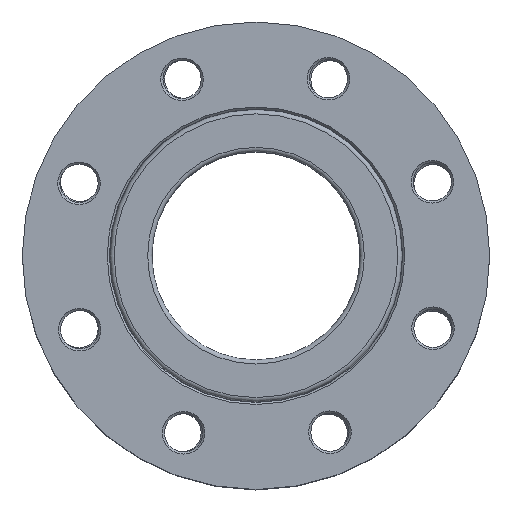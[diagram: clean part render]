
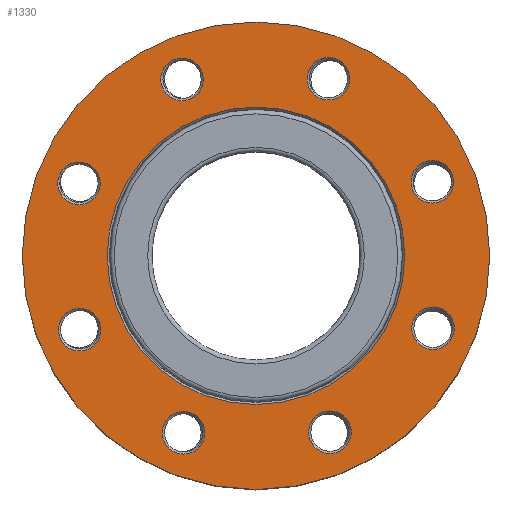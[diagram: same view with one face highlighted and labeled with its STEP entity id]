
A CAD part, top view. The second image highlights one B-rep face of the part: STEP entity #1330.
In plain terms, the highlighted face is planar.
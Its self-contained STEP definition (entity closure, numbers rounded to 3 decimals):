
#68=FACE_BOUND('',#345,.T.);
#69=FACE_BOUND('',#346,.T.);
#70=FACE_BOUND('',#347,.T.);
#71=FACE_BOUND('',#348,.T.);
#72=FACE_BOUND('',#349,.T.);
#73=FACE_BOUND('',#350,.T.);
#74=FACE_BOUND('',#351,.T.);
#75=FACE_BOUND('',#352,.T.);
#76=FACE_BOUND('',#353,.T.);
#86=PLANE('',#1604);
#250=FACE_OUTER_BOUND('',#344,.T.);
#344=EDGE_LOOP('',(#1130));
#345=EDGE_LOOP('',(#1131));
#346=EDGE_LOOP('',(#1132));
#347=EDGE_LOOP('',(#1133));
#348=EDGE_LOOP('',(#1134));
#349=EDGE_LOOP('',(#1135));
#350=EDGE_LOOP('',(#1136));
#351=EDGE_LOOP('',(#1137));
#352=EDGE_LOOP('',(#1138));
#353=EDGE_LOOP('',(#1139));
#494=CIRCLE('',#1601,70.);
#497=CIRCLE('',#1605,110.);
#498=CIRCLE('',#1606,10.);
#499=CIRCLE('',#1607,10.);
#500=CIRCLE('',#1608,10.);
#501=CIRCLE('',#1609,10.);
#502=CIRCLE('',#1610,10.);
#503=CIRCLE('',#1611,10.);
#504=CIRCLE('',#1612,10.);
#505=CIRCLE('',#1613,10.);
#628=VERTEX_POINT('',#2484);
#631=VERTEX_POINT('',#2492);
#632=VERTEX_POINT('',#2494);
#633=VERTEX_POINT('',#2496);
#634=VERTEX_POINT('',#2498);
#635=VERTEX_POINT('',#2500);
#636=VERTEX_POINT('',#2502);
#637=VERTEX_POINT('',#2504);
#638=VERTEX_POINT('',#2506);
#639=VERTEX_POINT('',#2508);
#803=EDGE_CURVE('',#628,#628,#494,.T.);
#807=EDGE_CURVE('',#631,#631,#497,.T.);
#808=EDGE_CURVE('',#632,#632,#498,.T.);
#809=EDGE_CURVE('',#633,#633,#499,.T.);
#810=EDGE_CURVE('',#634,#634,#500,.T.);
#811=EDGE_CURVE('',#635,#635,#501,.T.);
#812=EDGE_CURVE('',#636,#636,#502,.T.);
#813=EDGE_CURVE('',#637,#637,#503,.T.);
#814=EDGE_CURVE('',#638,#638,#504,.T.);
#815=EDGE_CURVE('',#639,#639,#505,.T.);
#1130=ORIENTED_EDGE('',*,*,#807,.F.);
#1131=ORIENTED_EDGE('',*,*,#808,.F.);
#1132=ORIENTED_EDGE('',*,*,#809,.F.);
#1133=ORIENTED_EDGE('',*,*,#810,.F.);
#1134=ORIENTED_EDGE('',*,*,#811,.F.);
#1135=ORIENTED_EDGE('',*,*,#812,.F.);
#1136=ORIENTED_EDGE('',*,*,#813,.F.);
#1137=ORIENTED_EDGE('',*,*,#814,.F.);
#1138=ORIENTED_EDGE('',*,*,#815,.F.);
#1139=ORIENTED_EDGE('',*,*,#803,.F.);
#1330=ADVANCED_FACE('',(#250,#68,#69,#70,#71,#72,#73,#74,#75,#76),#86,.T.);
#1601=AXIS2_PLACEMENT_3D('',#2485,#2043,#2044);
#1604=AXIS2_PLACEMENT_3D('',#2491,#2050,#2051);
#1605=AXIS2_PLACEMENT_3D('',#2493,#2052,#2053);
#1606=AXIS2_PLACEMENT_3D('',#2495,#2054,#2055);
#1607=AXIS2_PLACEMENT_3D('',#2497,#2056,#2057);
#1608=AXIS2_PLACEMENT_3D('',#2499,#2058,#2059);
#1609=AXIS2_PLACEMENT_3D('',#2501,#2060,#2061);
#1610=AXIS2_PLACEMENT_3D('',#2503,#2062,#2063);
#1611=AXIS2_PLACEMENT_3D('',#2505,#2064,#2065);
#1612=AXIS2_PLACEMENT_3D('',#2507,#2066,#2067);
#1613=AXIS2_PLACEMENT_3D('',#2509,#2068,#2069);
#2043=DIRECTION('center_axis',(0.,1.,0.));
#2044=DIRECTION('ref_axis',(-1.,0.,0.));
#2050=DIRECTION('center_axis',(0.,1.,0.));
#2051=DIRECTION('ref_axis',(0.,0.,1.));
#2052=DIRECTION('center_axis',(0.,-1.,0.));
#2053=DIRECTION('ref_axis',(1.,0.,0.));
#2054=DIRECTION('center_axis',(0.,1.,0.));
#2055=DIRECTION('ref_axis',(-1.,0.,0.));
#2056=DIRECTION('center_axis',(0.,1.,0.));
#2057=DIRECTION('ref_axis',(-1.,0.,0.));
#2058=DIRECTION('center_axis',(0.,1.,0.));
#2059=DIRECTION('ref_axis',(-1.,0.,0.));
#2060=DIRECTION('center_axis',(0.,1.,0.));
#2061=DIRECTION('ref_axis',(-1.,0.,0.));
#2062=DIRECTION('center_axis',(0.,1.,0.));
#2063=DIRECTION('ref_axis',(-1.,0.,0.));
#2064=DIRECTION('center_axis',(0.,1.,0.));
#2065=DIRECTION('ref_axis',(-1.,0.,0.));
#2066=DIRECTION('center_axis',(0.,1.,0.));
#2067=DIRECTION('ref_axis',(-1.,0.,0.));
#2068=DIRECTION('center_axis',(0.,1.,0.));
#2069=DIRECTION('ref_axis',(-1.,0.,0.));
#2484=CARTESIAN_POINT('',(70.,20.,0.));
#2485=CARTESIAN_POINT('Origin',(0.,20.,0.));
#2491=CARTESIAN_POINT('Origin',(110.,20.,0.));
#2492=CARTESIAN_POINT('',(-110.,20.,0.));
#2493=CARTESIAN_POINT('Origin',(0.,20.,0.));
#2494=CARTESIAN_POINT('',(-73.299,20.,-34.078));
#2495=CARTESIAN_POINT('Origin',(-83.299,20.,-34.078));
#2496=CARTESIAN_POINT('',(-24.078,20.,83.299));
#2497=CARTESIAN_POINT('Origin',(-34.078,20.,83.299));
#2498=CARTESIAN_POINT('',(93.299,20.,34.078));
#2499=CARTESIAN_POINT('Origin',(83.299,20.,34.078));
#2500=CARTESIAN_POINT('',(44.078,20.,-83.299));
#2501=CARTESIAN_POINT('Origin',(34.078,20.,-83.299));
#2502=CARTESIAN_POINT('',(-24.804,20.,-82.998));
#2503=CARTESIAN_POINT('Origin',(-34.804,20.,-82.998));
#2504=CARTESIAN_POINT('',(92.998,20.,-34.804));
#2505=CARTESIAN_POINT('Origin',(82.998,20.,-34.804));
#2506=CARTESIAN_POINT('',(44.804,20.,82.998));
#2507=CARTESIAN_POINT('Origin',(34.804,20.,82.998));
#2508=CARTESIAN_POINT('',(-72.998,20.,34.804));
#2509=CARTESIAN_POINT('Origin',(-82.998,20.,34.804));
